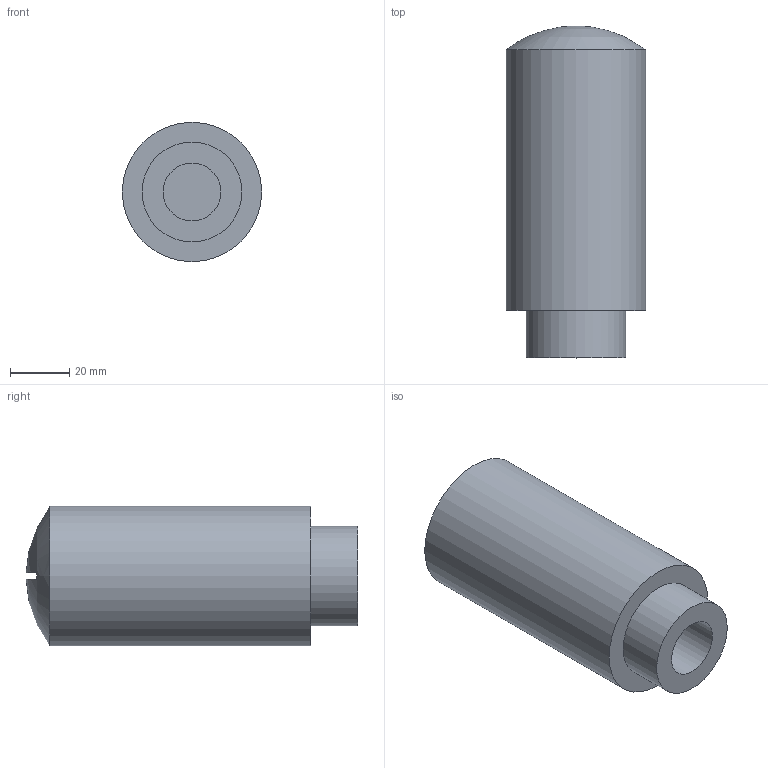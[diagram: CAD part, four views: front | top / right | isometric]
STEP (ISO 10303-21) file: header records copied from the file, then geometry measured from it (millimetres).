
FILE_DESCRIPTION(/* description */ ('Unknown'),/* implementation_level */ '2;1');
FILE_NAME(/* name */ 'SPL.1',/* time_stamp */ '2020-06-02T08:12:39-04:00',/* author */ ('Unknown'),/* organization */ ('Unknown'),/* preprocessor_version */ 'ST-DEVELOPER v16.7',/* originating_system */ 'Solid Edge',/* authorisation */ 'Unknown');
FILE_SCHEMA (('AUTOMOTIVE_DESIGN {1 0 10303 214 3 1 1}'));
Length unit declared in the file: millimetre
Products named in the file (1): SPL.1
Bounding box: 47 x 111.98 x 47 mm (x, y, z)
Volume: 160163.6 mm3; surface area: 21393.1 mm2
Topology: 1 solids, 1 shells, 10 faces, 18 edges, 12 vertices
Faces by surface type: plane 5, cylinder 4, sphere 1
Full cylindrical faces by diameter (mm): 19.5 x1, 33.7 x1, 47 x1
Entity records: 310 total; most frequent: DIRECTION 42, CARTESIAN_POINT 39, ORIENTED_EDGE 24, AXIS2_PLACEMENT_3D 21, EDGE_LOOP 16, FACE_BOUND 16, EDGE_CURVE 12, VERTEX_POINT 10
